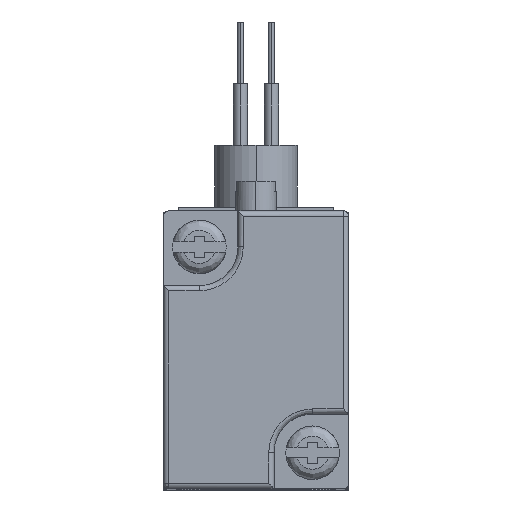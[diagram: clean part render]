
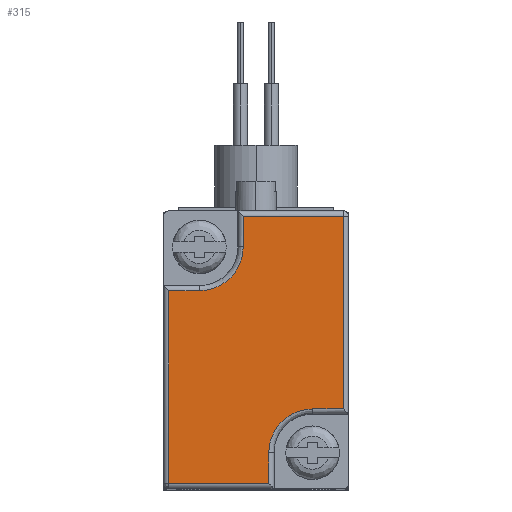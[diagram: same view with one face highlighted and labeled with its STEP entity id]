
A CAD part, top view. The second image highlights one B-rep face of the part: STEP entity #315.
In plain terms, the highlighted planar face has unit normal (0, 0, 1).
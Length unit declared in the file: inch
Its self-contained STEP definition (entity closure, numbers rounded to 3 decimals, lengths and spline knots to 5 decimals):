
#166 = CARTESIAN_POINT ( 'NONE',  ( 0.04921, -0.3937, 0.26772 ) ) ;
#210 = VECTOR ( 'NONE', #4258, 39.37008 ) ;
#217 = LINE ( 'NONE', #4157, #210 ) ;
#239 = CARTESIAN_POINT ( 'NONE',  ( 0.04921, -0.51181, 0.26772 ) ) ;
#315 = ADVANCED_FACE ( 'NONE', ( #1029 ), #5609, .F. ) ;
#434 = VERTEX_POINT ( 'NONE', #1312 ) ;
#450 = CARTESIAN_POINT ( 'NONE',  ( -0.04921, 0.3937, 0.26772 ) ) ;
#466 = CARTESIAN_POINT ( 'NONE',  ( -0.04921, 0.29569, 0.26772 ) ) ;
#560 = CARTESIAN_POINT ( 'NONE',  ( -0.11852, 0.22638, 0.26772 ) ) ;
#614 = EDGE_CURVE ( 'NONE', #434, #2153, #1696, .T. ) ;
#670 = CARTESIAN_POINT ( 'NONE',  ( -0.04921, 0.51181, 0.26772 ) ) ;
#698 = CARTESIAN_POINT ( 'NONE',  ( -0.21654, 0.22638, 0.26772 ) ) ;
#791 = EDGE_CURVE ( 'NONE', #6077, #2517, #2877, .T. ) ;
#877 = VERTEX_POINT ( 'NONE', #6670 ) ;
#1029 = FACE_OUTER_BOUND ( 'NONE', #1039, .T. ) ;
#1039 = EDGE_LOOP ( 'NONE', ( #5986, #5910, #6920, #3020, #4228, #5799, #4162, #2624, #2477, #2360 ) ) ;
#1183 = EDGE_CURVE ( 'NONE', #3774, #434, #3522, .T. ) ;
#1222 = DIRECTION ( 'NONE',  ( 0., 1., 0. ) ) ;
#1312 = CARTESIAN_POINT ( 'NONE',  ( -0.33465, -0.51181, 0.26772 ) ) ;
#1361 = CARTESIAN_POINT ( 'NONE',  ( -0.33465, 0., 0.26772 ) ) ;
#1639 = VECTOR ( 'NONE', #1222, 39.37008 ) ;
#1696 = LINE ( 'NONE', #1361, #1639 ) ;
#1810 = CARTESIAN_POINT ( 'NONE',  ( 0.04921, -0.3937, 0.26772 ) ) ;
#1831 = CARTESIAN_POINT ( 'NONE',  ( 0.04921, -0.29569, 0.26772 ) ) ;
#1884 = CARTESIAN_POINT ( 'NONE',  ( -0.04921, 0.3937, 0.26772 ) ) ;
#2043 = CARTESIAN_POINT ( 'NONE',  ( 0.11852, -0.22638, 0.26772 ) ) ;
#2153 = VERTEX_POINT ( 'NONE', #2938 ) ;
#2154 = CARTESIAN_POINT ( 'NONE',  ( 0.21654, -0.22638, 0.26772 ) ) ;
#2163 = DIRECTION ( 'NONE',  ( -1., 0., 0. ) ) ;
#2239 = CARTESIAN_POINT ( 'NONE',  ( 0., -0.51181, 0.26772 ) ) ;
#2252 = EDGE_CURVE ( 'NONE', #2517, #3688, #6872, .T. ) ;
#2312 = VECTOR ( 'NONE', #4546, 39.37008 ) ;
#2342 = CARTESIAN_POINT ( 'NONE',  ( 0.21654, -0.22638, 0.26772 ) ) ;
#2360 = ORIENTED_EDGE ( 'NONE', *, *, #5788, .F. ) ;
#2417 = VECTOR ( 'NONE', #4566, 39.37008 ) ;
#2440 = LINE ( 'NONE', #4363, #2417 ) ;
#2477 = ORIENTED_EDGE ( 'NONE', *, *, #6730, .F. ) ;
#2517 = VERTEX_POINT ( 'NONE', #3752 ) ;
#2624 = ORIENTED_EDGE ( 'NONE', *, *, #3594, .F. ) ;
#2808 = EDGE_CURVE ( 'NONE', #3688, #4660, #6656, .T. ) ;
#2877 = LINE ( 'NONE', #4568, #2312 ) ;
#2938 = CARTESIAN_POINT ( 'NONE',  ( -0.33465, 0.22638, 0.26772 ) ) ;
#3020 = ORIENTED_EDGE ( 'NONE', *, *, #5946, .F. ) ;
#3291 = VERTEX_POINT ( 'NONE', #166 ) ;
#3324 = VECTOR ( 'NONE', #2163, 39.37008 ) ;
#3417 = CARTESIAN_POINT ( 'NONE',  ( -0.04921, 0., 0.26772 ) ) ;
#3522 = LINE ( 'NONE', #2239, #3324 ) ;
#3594 = EDGE_CURVE ( 'NONE', #5545, #6077, #4123, .T. ) ;
#3688 = VERTEX_POINT ( 'NONE', #5676 ) ;
#3752 = CARTESIAN_POINT ( 'NONE',  ( 0.33465, 0.51181, 0.26772 ) ) ;
#3774 = VERTEX_POINT ( 'NONE', #239 ) ;
#3922 = DIRECTION ( 'NONE',  ( 0., 1., 0. ) ) ;
#4060 = CARTESIAN_POINT ( 'NONE',  ( 0.33465, 0., 0.26772 ) ) ;
#4123 = LINE ( 'NONE', #3417, #4206 ) ;
#4157 = CARTESIAN_POINT ( 'NONE',  ( 0., 0.22638, 0.26772 ) ) ;
#4162 = ORIENTED_EDGE ( 'NONE', *, *, #791, .F. ) ;
#4183 = DIRECTION ( 'NONE',  ( 0., -1., 0. ) ) ;
#4206 = VECTOR ( 'NONE', #3922, 39.37008 ) ;
#4228 = ORIENTED_EDGE ( 'NONE', *, *, #2808, .F. ) ;
#4258 = DIRECTION ( 'NONE',  ( 1., 0., 0. ) ) ;
#4363 = CARTESIAN_POINT ( 'NONE',  ( 0.04921, -0.61352, 0.26772 ) ) ;
#4470 = EDGE_CURVE ( 'NONE', #3291, #3774, #2440, .T. ) ;
#4546 = DIRECTION ( 'NONE',  ( 1., 0., 0. ) ) ;
#4566 = DIRECTION ( 'NONE',  ( 0., -1., 0. ) ) ;
#4568 = CARTESIAN_POINT ( 'NONE',  ( 0., 0.51181, 0.26772 ) ) ;
#4660 = VERTEX_POINT ( 'NONE', #2342 ) ;
#5014 =( BOUNDED_CURVE ( )  B_SPLINE_CURVE ( 3, ( #698, #560, #466, #450 ),
 .UNSPECIFIED., .F., .F. ) 
 B_SPLINE_CURVE_WITH_KNOTS ( ( 4, 4 ),
 ( 0., 1. ),
 .UNSPECIFIED. ) 
 CURVE ( )  GEOMETRIC_REPRESENTATION_ITEM ( )  RATIONAL_B_SPLINE_CURVE ( ( 1., 0.805, 0.805, 1. ) ) 
 REPRESENTATION_ITEM ( '' )  );
#5116 = AXIS2_PLACEMENT_3D ( 'NONE', #5616, #5650, #5667 ) ;
#5236 =( BOUNDED_CURVE ( )  B_SPLINE_CURVE ( 3, ( #2154, #2043, #1831, #1810 ),
 .UNSPECIFIED., .F., .T. ) 
 B_SPLINE_CURVE_WITH_KNOTS ( ( 4, 4 ),
 ( 0., 1. ),
 .UNSPECIFIED. ) 
 CURVE ( )  GEOMETRIC_REPRESENTATION_ITEM ( )  RATIONAL_B_SPLINE_CURVE ( ( 1., 0.805, 0.805, 1. ) ) 
 REPRESENTATION_ITEM ( '' )  );
#5545 = VERTEX_POINT ( 'NONE', #1884 ) ;
#5567 = DIRECTION ( 'NONE',  ( -1., 0., 0. ) ) ;
#5609 = PLANE ( 'NONE',  #5116 ) ;
#5616 = CARTESIAN_POINT ( 'NONE',  ( 0., 0., 0.26772 ) ) ;
#5650 = DIRECTION ( 'NONE',  ( 0., 0., -1. ) ) ;
#5667 = DIRECTION ( 'NONE',  ( -1., 0., 0. ) ) ;
#5676 = CARTESIAN_POINT ( 'NONE',  ( 0.33465, -0.22638, 0.26772 ) ) ;
#5788 = EDGE_CURVE ( 'NONE', #2153, #877, #217, .T. ) ;
#5799 = ORIENTED_EDGE ( 'NONE', *, *, #2252, .F. ) ;
#5910 = ORIENTED_EDGE ( 'NONE', *, *, #1183, .F. ) ;
#5946 = EDGE_CURVE ( 'NONE', #4660, #3291, #5236, .T. ) ;
#5986 = ORIENTED_EDGE ( 'NONE', *, *, #614, .F. ) ;
#6077 = VERTEX_POINT ( 'NONE', #670 ) ;
#6176 = CARTESIAN_POINT ( 'NONE',  ( 0., -0.22638, 0.26772 ) ) ;
#6462 = VECTOR ( 'NONE', #5567, 39.37008 ) ;
#6656 = LINE ( 'NONE', #6176, #6462 ) ;
#6670 = CARTESIAN_POINT ( 'NONE',  ( -0.21654, 0.22638, 0.26772 ) ) ;
#6730 = EDGE_CURVE ( 'NONE', #877, #5545, #5014, .T. ) ;
#6788 = VECTOR ( 'NONE', #4183, 39.37008 ) ;
#6872 = LINE ( 'NONE', #4060, #6788 ) ;
#6920 = ORIENTED_EDGE ( 'NONE', *, *, #4470, .F. ) ;
